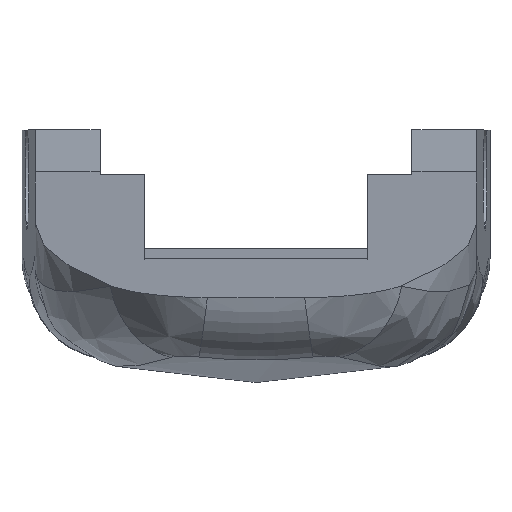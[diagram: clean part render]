
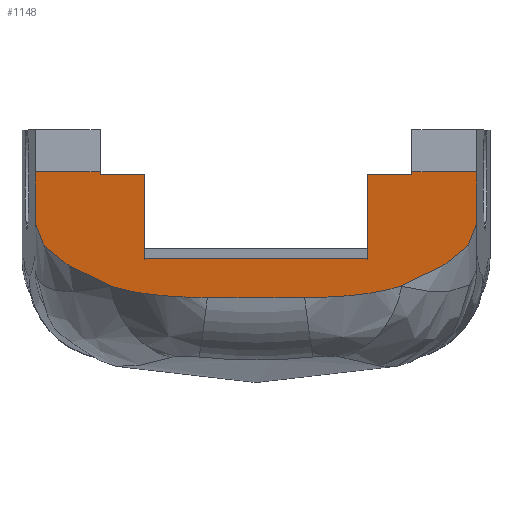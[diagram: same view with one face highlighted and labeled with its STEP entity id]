
A CAD part, top view. The second image highlights one B-rep face of the part: STEP entity #1148.
In plain terms, the highlighted planar face has unit normal (0, 0.978, 0.208).
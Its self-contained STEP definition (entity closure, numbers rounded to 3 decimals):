
#47=B_SPLINE_CURVE_WITH_KNOTS('',3,(#1668,#1669,#1670,#1671,#1672,#1673,
#1674,#1675),.UNSPECIFIED.,.F.,.F.,(4,2,2,4),(-0.395,-0.277,
-0.157,0.),.UNSPECIFIED.);
#50=B_SPLINE_CURVE_WITH_KNOTS('',3,(#1717,#1718,#1719,#1720,#1721,#1722,
#1723,#1724),.UNSPECIFIED.,.F.,.F.,(4,2,2,4),(-0.395,-0.275,
-0.156,0.),.UNSPECIFIED.);
#53=B_SPLINE_CURVE_WITH_KNOTS('',3,(#1741,#1742,#1743,#1744),
 .UNSPECIFIED.,.F.,.F.,(4,4),(-0.17,-0.019),
 .UNSPECIFIED.);
#54=B_SPLINE_CURVE_WITH_KNOTS('',3,(#1747,#1748,#1749,#1750),
 .UNSPECIFIED.,.F.,.F.,(4,4),(0.019,0.17),
 .UNSPECIFIED.);
#141=CIRCLE('',#1247,4.);
#142=CIRCLE('',#1248,23.125);
#143=CIRCLE('',#1249,23.125);
#144=CIRCLE('',#1250,4.);
#174=FACE_OUTER_BOUND('',#242,.T.);
#242=EDGE_LOOP('',(#855,#856,#857,#858,#859,#860,#861,#862,#863,#864,#865,
#866,#867,#868,#869,#870,#871,#872,#873,#874));
#292=LINE('',#1533,#371);
#299=LINE('',#1549,#378);
#303=LINE('',#1556,#382);
#325=LINE('',#1617,#404);
#330=LINE('',#1640,#409);
#338=LINE('',#1872,#417);
#339=LINE('',#1878,#418);
#340=LINE('',#1879,#419);
#341=LINE('',#1881,#420);
#342=LINE('',#1883,#421);
#343=LINE('',#1884,#422);
#344=LINE('',#1885,#423);
#371=VECTOR('',#1294,10.);
#378=VECTOR('',#1305,10.);
#382=VECTOR('',#1309,10.);
#404=VECTOR('',#1365,10.);
#409=VECTOR('',#1372,10.);
#417=VECTOR('',#1412,10.);
#418=VECTOR('',#1417,10.);
#419=VECTOR('',#1418,10.);
#420=VECTOR('',#1419,10.);
#421=VECTOR('',#1420,10.);
#422=VECTOR('',#1421,10.);
#423=VECTOR('',#1422,10.);
#450=VERTEX_POINT('',#1530);
#451=VERTEX_POINT('',#1532);
#457=VERTEX_POINT('',#1546);
#458=VERTEX_POINT('',#1548);
#461=VERTEX_POINT('',#1554);
#482=VERTEX_POINT('',#1615);
#483=VERTEX_POINT('',#1616);
#488=VERTEX_POINT('',#1638);
#489=VERTEX_POINT('',#1666);
#490=VERTEX_POINT('',#1667);
#494=VERTEX_POINT('',#1715);
#495=VERTEX_POINT('',#1716);
#499=VERTEX_POINT('',#1740);
#500=VERTEX_POINT('',#1746);
#515=VERTEX_POINT('',#1873);
#516=VERTEX_POINT('',#1875);
#517=VERTEX_POINT('',#1877);
#518=VERTEX_POINT('',#1880);
#519=VERTEX_POINT('',#1882);
#520=VERTEX_POINT('',#1886);
#568=EDGE_CURVE('',#450,#451,#292,.T.);
#576=EDGE_CURVE('',#457,#458,#299,.F.);
#580=EDGE_CURVE('',#450,#461,#303,.T.);
#609=EDGE_CURVE('',#482,#483,#325,.F.);
#617=EDGE_CURVE('',#488,#483,#330,.F.);
#618=EDGE_CURVE('',#489,#490,#47,.T.);
#623=EDGE_CURVE('',#494,#495,#50,.T.);
#628=EDGE_CURVE('',#490,#499,#53,.T.);
#630=EDGE_CURVE('',#500,#494,#54,.T.);
#650=EDGE_CURVE('',#499,#500,#338,.F.);
#651=EDGE_CURVE('',#495,#515,#141,.F.);
#652=EDGE_CURVE('',#516,#515,#142,.T.);
#653=EDGE_CURVE('',#517,#516,#339,.F.);
#654=EDGE_CURVE('',#451,#517,#340,.T.);
#655=EDGE_CURVE('',#518,#461,#341,.F.);
#656=EDGE_CURVE('',#518,#519,#342,.T.);
#657=EDGE_CURVE('',#458,#519,#343,.F.);
#658=EDGE_CURVE('',#457,#482,#344,.F.);
#659=EDGE_CURVE('',#520,#488,#143,.T.);
#660=EDGE_CURVE('',#520,#489,#144,.F.);
#855=ORIENTED_EDGE('',*,*,#628,.T.);
#856=ORIENTED_EDGE('',*,*,#650,.T.);
#857=ORIENTED_EDGE('',*,*,#630,.T.);
#858=ORIENTED_EDGE('',*,*,#623,.T.);
#859=ORIENTED_EDGE('',*,*,#651,.T.);
#860=ORIENTED_EDGE('',*,*,#652,.F.);
#861=ORIENTED_EDGE('',*,*,#653,.F.);
#862=ORIENTED_EDGE('',*,*,#654,.F.);
#863=ORIENTED_EDGE('',*,*,#568,.F.);
#864=ORIENTED_EDGE('',*,*,#580,.T.);
#865=ORIENTED_EDGE('',*,*,#655,.F.);
#866=ORIENTED_EDGE('',*,*,#656,.T.);
#867=ORIENTED_EDGE('',*,*,#657,.F.);
#868=ORIENTED_EDGE('',*,*,#576,.F.);
#869=ORIENTED_EDGE('',*,*,#658,.T.);
#870=ORIENTED_EDGE('',*,*,#609,.T.);
#871=ORIENTED_EDGE('',*,*,#617,.F.);
#872=ORIENTED_EDGE('',*,*,#659,.F.);
#873=ORIENTED_EDGE('',*,*,#660,.T.);
#874=ORIENTED_EDGE('',*,*,#618,.T.);
#1108=PLANE('',#1246);
#1148=ADVANCED_FACE('',(#174),#1108,.F.);
#1246=AXIS2_PLACEMENT_3D('',#1871,#1410,#1411);
#1247=AXIS2_PLACEMENT_3D('',#1874,#1413,#1414);
#1248=AXIS2_PLACEMENT_3D('',#1876,#1415,#1416);
#1249=AXIS2_PLACEMENT_3D('',#1887,#1423,#1424);
#1250=AXIS2_PLACEMENT_3D('',#1888,#1425,#1426);
#1294=DIRECTION('',(0.,0.208,-0.978));
#1305=DIRECTION('',(-1.,0.,0.));
#1309=DIRECTION('',(-1.,0.,0.));
#1365=DIRECTION('',(1.,0.,0.));
#1372=DIRECTION('',(0.,-0.208,0.978));
#1410=DIRECTION('center_axis',(0.,-0.978,-0.208));
#1411=DIRECTION('ref_axis',(0.,0.208,-0.978));
#1412=DIRECTION('',(-1.,0.,0.));
#1413=DIRECTION('center_axis',(0.,-0.978,-0.208));
#1414=DIRECTION('ref_axis',(0.,-0.208,0.978));
#1415=DIRECTION('center_axis',(0.,-0.978,-0.208));
#1416=DIRECTION('ref_axis',(0.882,-0.098,0.46));
#1417=DIRECTION('',(0.,0.208,-0.978));
#1418=DIRECTION('',(1.,0.,0.));
#1419=DIRECTION('',(0.,-0.208,0.978));
#1420=DIRECTION('',(-1.,0.,0.));
#1421=DIRECTION('',(0.,0.208,-0.978));
#1422=DIRECTION('',(0.,-0.208,0.978));
#1423=DIRECTION('center_axis',(0.,-0.978,-0.208));
#1424=DIRECTION('ref_axis',(-1.,0.,0.));
#1425=DIRECTION('center_axis',(0.,-0.978,-0.208));
#1426=DIRECTION('ref_axis',(-0.882,-0.098,0.46));
#1530=CARTESIAN_POINT('',(59.3,6.595,21.44));
#1532=CARTESIAN_POINT('',(59.3,6.678,21.048));
#1533=CARTESIAN_POINT('',(59.3,7.99,14.878));
#1546=CARTESIAN_POINT('',(48.,6.595,21.44));
#1548=CARTESIAN_POINT('',(49.6,6.595,21.44));
#1549=CARTESIAN_POINT('',(53.65,6.595,21.44));
#1554=CARTESIAN_POINT('',(57.7,6.595,21.44));
#1556=CARTESIAN_POINT('',(53.65,6.595,21.44));
#1615=CARTESIAN_POINT('',(48.,6.678,21.048));
#1616=CARTESIAN_POINT('',(45.65,6.678,21.048));
#1617=CARTESIAN_POINT('',(48.3,6.678,21.048));
#1638=CARTESIAN_POINT('',(45.65,4.786,29.95));
#1640=CARTESIAN_POINT('',(45.65,6.075,23.884));
#1666=CARTESIAN_POINT('',(48.556,2.459,40.9));
#1667=CARTESIAN_POINT('',(51.887,2.084,42.664));
#1668=CARTESIAN_POINT('Ctrl Pts',(48.556,2.459,40.9));
#1669=CARTESIAN_POINT('Ctrl Pts',(48.774,2.39,41.224));
#1670=CARTESIAN_POINT('Ctrl Pts',(49.04,2.328,41.515));
#1671=CARTESIAN_POINT('Ctrl Pts',(49.652,2.222,42.011));
#1672=CARTESIAN_POINT('Ctrl Pts',(49.996,2.179,42.214));
#1673=CARTESIAN_POINT('Ctrl Pts',(50.847,2.106,42.56));
#1674=CARTESIAN_POINT('Ctrl Pts',(51.365,2.084,42.662));
#1675=CARTESIAN_POINT('Ctrl Pts',(51.887,2.084,42.664));
#1715=CARTESIAN_POINT('',(55.413,2.084,42.664));
#1716=CARTESIAN_POINT('',(58.744,2.459,40.9));
#1717=CARTESIAN_POINT('Ctrl Pts',(55.413,2.084,42.664));
#1718=CARTESIAN_POINT('Ctrl Pts',(55.812,2.084,42.662));
#1719=CARTESIAN_POINT('Ctrl Pts',(56.21,2.097,42.602));
#1720=CARTESIAN_POINT('Ctrl Pts',(56.973,2.146,42.369));
#1721=CARTESIAN_POINT('Ctrl Pts',(57.334,2.183,42.198));
#1722=CARTESIAN_POINT('Ctrl Pts',(58.092,2.291,41.69));
#1723=CARTESIAN_POINT('Ctrl Pts',(58.459,2.368,41.325));
#1724=CARTESIAN_POINT('Ctrl Pts',(58.744,2.459,40.9));
#1740=CARTESIAN_POINT('',(53.443,2.083,42.666));
#1741=CARTESIAN_POINT('Ctrl Pts',(51.887,2.084,42.664));
#1742=CARTESIAN_POINT('Ctrl Pts',(52.42,2.083,42.666));
#1743=CARTESIAN_POINT('Ctrl Pts',(52.942,2.083,42.666));
#1744=CARTESIAN_POINT('Ctrl Pts',(53.443,2.083,42.666));
#1746=CARTESIAN_POINT('',(53.857,2.083,42.666));
#1747=CARTESIAN_POINT('Ctrl Pts',(53.857,2.083,42.666));
#1748=CARTESIAN_POINT('Ctrl Pts',(54.358,2.083,42.666));
#1749=CARTESIAN_POINT('Ctrl Pts',(54.88,2.083,42.666));
#1750=CARTESIAN_POINT('Ctrl Pts',(55.413,2.084,42.664));
#1871=CARTESIAN_POINT('Origin',(48.3,6.034,24.081));
#1872=CARTESIAN_POINT('',(51.85,2.083,42.666));
#1873=CARTESIAN_POINT('',(58.929,2.524,40.594));
#1874=CARTESIAN_POINT('Origin',(55.4,2.915,38.753));
#1875=CARTESIAN_POINT('',(61.65,4.786,29.95));
#1876=CARTESIAN_POINT('Origin',(38.525,4.786,29.95));
#1877=CARTESIAN_POINT('',(61.65,6.678,21.048));
#1878=CARTESIAN_POINT('',(61.65,5.41,27.015));
#1879=CARTESIAN_POINT('',(53.65,6.678,21.048));
#1880=CARTESIAN_POINT('',(57.7,3.497,36.014));
#1881=CARTESIAN_POINT('',(57.7,5.41,27.015));
#1882=CARTESIAN_POINT('',(49.6,3.497,36.014));
#1883=CARTESIAN_POINT('',(50.975,3.497,36.014));
#1884=CARTESIAN_POINT('',(49.6,5.41,27.015));
#1885=CARTESIAN_POINT('',(48.,6.464,22.054));
#1886=CARTESIAN_POINT('',(48.371,2.524,40.594));
#1887=CARTESIAN_POINT('Origin',(68.775,4.786,29.95));
#1888=CARTESIAN_POINT('Origin',(51.9,2.915,38.753));
